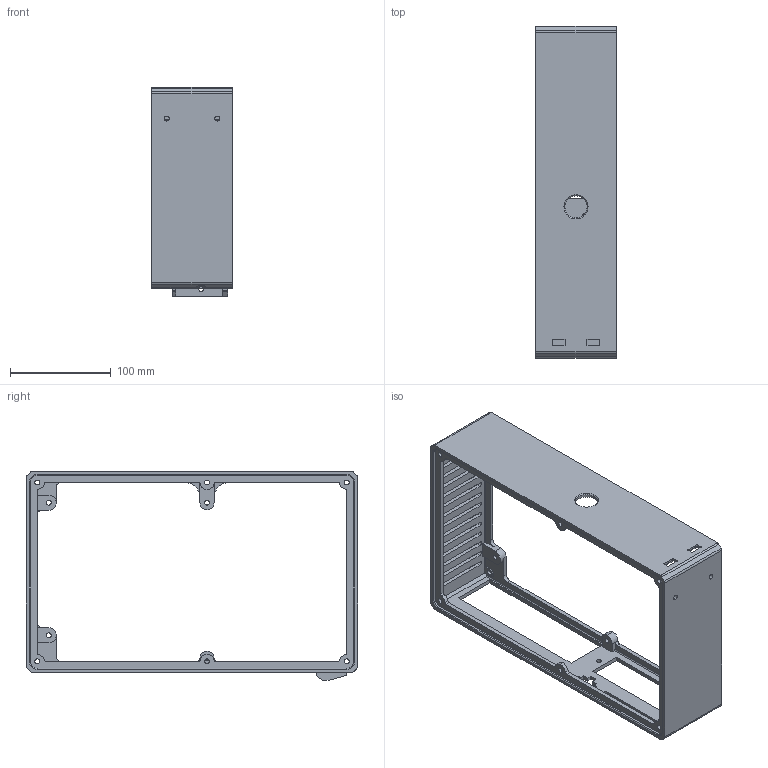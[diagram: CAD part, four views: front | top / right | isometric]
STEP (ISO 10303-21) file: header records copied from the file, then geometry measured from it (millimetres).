
FILE_DESCRIPTION (( 'STEP AP214' ), '1' );
FILE_NAME ('case v6.STEP', '2019-06-17T18:47:53', ( '' ), ( '' ), 'SwSTEP 2.0', 'SolidWorks 2017', '' );
FILE_SCHEMA (( 'AUTOMOTIVE_DESIGN' ));
Length unit declared in the file: millimetre
Products named in the file (1): case v6
Bounding box: 80 x 330 x 208.12 mm (x, y, z)
Volume: 354367.5 mm3; surface area: 188510.4 mm2
Topology: 1 solids, 1 shells, 391 faces, 1119 edges, 721 vertices
Faces by surface type: cylinder 196, plane 157, torus 21, sphere 14, cone 2, bspline 1
Entity records: 13068 total; most frequent: CARTESIAN_POINT 2366, DIRECTION 2308, ORIENTED_EDGE 2214, EDGE_CURVE 1107, AXIS2_PLACEMENT_3D 831, VERTEX_POINT 721, LINE 646, VECTOR 646
